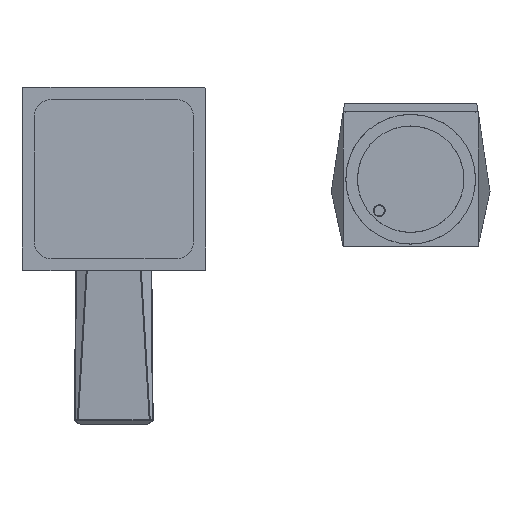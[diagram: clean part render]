
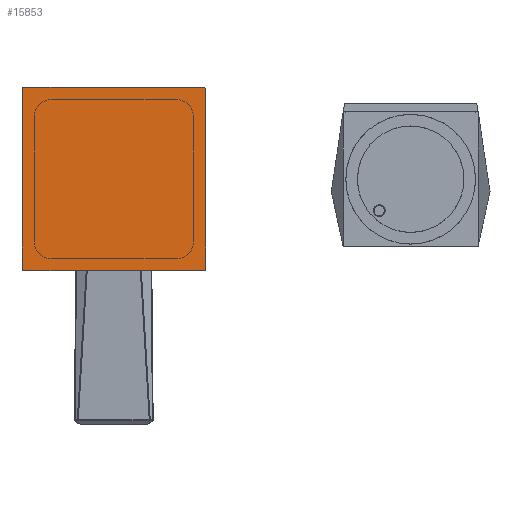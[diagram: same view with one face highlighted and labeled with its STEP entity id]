
A CAD part, left-side view. The second image highlights one B-rep face of the part: STEP entity #15853.
In plain terms, the highlighted face is planar.
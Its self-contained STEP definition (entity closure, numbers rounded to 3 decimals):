
#2263=CIRCLE('',#20063,0.7);
#2264=CIRCLE('',#20064,0.7);
#2265=CIRCLE('',#20065,0.7);
#2266=CIRCLE('',#20066,0.7);
#6581=ORIENTED_EDGE('',*,*,#9216,.F.);
#6582=ORIENTED_EDGE('',*,*,#9249,.T.);
#6583=ORIENTED_EDGE('',*,*,#9212,.F.);
#6584=ORIENTED_EDGE('',*,*,#9250,.T.);
#6585=ORIENTED_EDGE('',*,*,#9248,.F.);
#6586=ORIENTED_EDGE('',*,*,#9251,.T.);
#6587=ORIENTED_EDGE('',*,*,#9220,.F.);
#6588=ORIENTED_EDGE('',*,*,#9252,.T.);
#9212=EDGE_CURVE('',#10743,#10740,#11646,.F.);
#9216=EDGE_CURVE('',#10747,#10744,#11650,.T.);
#9220=EDGE_CURVE('',#10751,#10748,#11654,.T.);
#9248=EDGE_CURVE('',#10779,#10776,#11670,.F.);
#9249=EDGE_CURVE('',#10747,#10740,#2263,.F.);
#9250=EDGE_CURVE('',#10743,#10776,#2264,.F.);
#9251=EDGE_CURVE('',#10779,#10748,#2265,.F.);
#9252=EDGE_CURVE('',#10751,#10744,#2266,.F.);
#10740=VERTEX_POINT('',#36117);
#10743=VERTEX_POINT('',#36122);
#10744=VERTEX_POINT('',#36126);
#10747=VERTEX_POINT('',#36131);
#10748=VERTEX_POINT('',#36135);
#10751=VERTEX_POINT('',#36140);
#10776=VERTEX_POINT('',#36316);
#10779=VERTEX_POINT('',#36321);
#11646=LINE('',#36123,#12495);
#11650=LINE('',#36132,#12499);
#11654=LINE('',#36141,#12503);
#11670=LINE('',#36322,#12519);
#12495=VECTOR('',#23622,1000.);
#12499=VECTOR('',#23628,1000.);
#12503=VECTOR('',#23634,1000.);
#12519=VECTOR('',#23676,1000.);
#13494=EDGE_LOOP('',(#6581,#6582,#6583,#6584,#6585,#6586,#6587,#6588));
#14543=FACE_BOUND('',#13494,.T.);
#14938=PLANE('',#20062);
#15853=ADVANCED_FACE('',(#14543),#14938,.F.);
#20062=AXIS2_PLACEMENT_3D('',#36323,#23677,#23678);
#20063=AXIS2_PLACEMENT_3D('',#36324,#23679,#23680);
#20064=AXIS2_PLACEMENT_3D('',#36325,#23681,#23682);
#20065=AXIS2_PLACEMENT_3D('',#36326,#23683,#23684);
#20066=AXIS2_PLACEMENT_3D('',#36327,#23685,#23686);
#23622=DIRECTION('',(1.,0.,0.));
#23628=DIRECTION('',(0.,0.,-1.));
#23634=DIRECTION('',(1.,0.,0.));
#23676=DIRECTION('',(0.,0.,-1.));
#23677=DIRECTION('',(0.,-1.,0.));
#23678=DIRECTION('',(0.,0.,-1.));
#23679=DIRECTION('',(0.,-1.,0.));
#23680=DIRECTION('',(0.,0.,-1.));
#23681=DIRECTION('',(0.,-1.,0.));
#23682=DIRECTION('',(0.,0.,-1.));
#23683=DIRECTION('',(0.,-1.,0.));
#23684=DIRECTION('',(0.,0.,-1.));
#23685=DIRECTION('',(0.,-1.,0.));
#23686=DIRECTION('',(0.,0.,-1.));
#36117=CARTESIAN_POINT('',(-33.3,0.,34.));
#36122=CARTESIAN_POINT('',(33.3,0.,34.));
#36123=CARTESIAN_POINT('',(-34.,0.,34.));
#36126=CARTESIAN_POINT('',(-34.,0.,-33.3));
#36131=CARTESIAN_POINT('',(-34.,0.,33.3));
#36132=CARTESIAN_POINT('',(-34.,0.,34.));
#36135=CARTESIAN_POINT('',(33.3,0.,-34.));
#36140=CARTESIAN_POINT('',(-33.3,0.,-34.));
#36141=CARTESIAN_POINT('',(-34.,0.,-34.));
#36316=CARTESIAN_POINT('',(34.,0.,33.3));
#36321=CARTESIAN_POINT('',(34.,0.,-33.3));
#36322=CARTESIAN_POINT('',(34.,0.,34.));
#36323=CARTESIAN_POINT('',(-34.,0.,34.));
#36324=CARTESIAN_POINT('',(-33.3,0.,33.3));
#36325=CARTESIAN_POINT('',(33.3,0.,33.3));
#36326=CARTESIAN_POINT('',(33.3,0.,-33.3));
#36327=CARTESIAN_POINT('',(-33.3,0.,-33.3));
